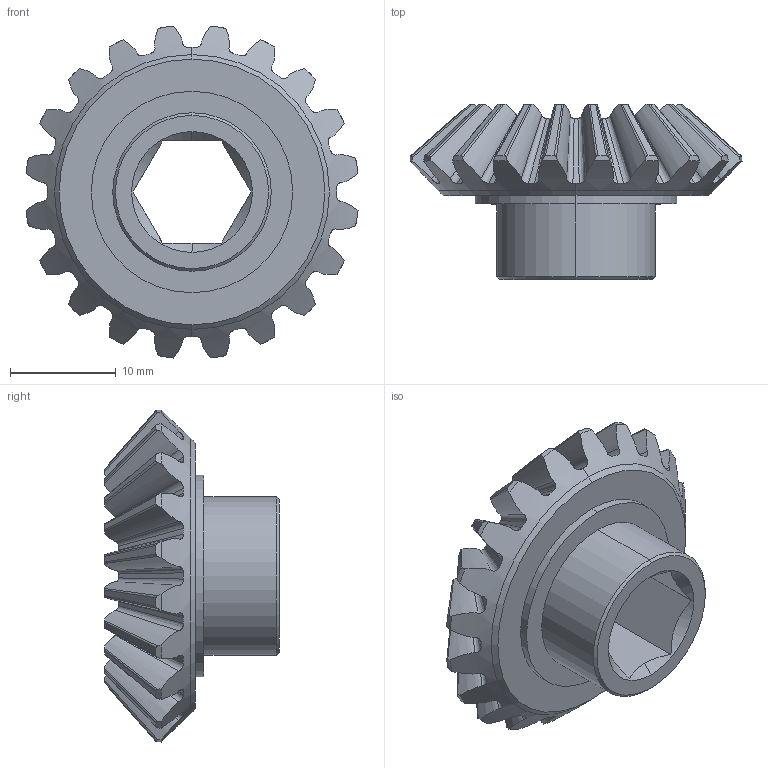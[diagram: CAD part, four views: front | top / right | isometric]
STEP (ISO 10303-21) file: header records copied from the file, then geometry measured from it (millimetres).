
FILE_DESCRIPTION (( 'STEP AP214' ), '1' );
FILE_NAME ('am-4869 Bevel Gear MOD1.5, 20T, 375H.STEP', '2024-07-03T19:41:46', ( '' ), ( '' ), 'SwSTEP 2.0', 'SolidWorks 2024', '' );
FILE_SCHEMA (( 'AUTOMOTIVE_DESIGN' ));
Length unit declared in the file: inch
Products named in the file (1): am-4869 Bevel Gear MOD1.5, 20T, 375H
Bounding box: 31.4 x 16.55 x 31.4 mm (x, y, z)
Volume: 3904.8 mm3; surface area: 2979.3 mm2
Topology: 1 solids, 1 shells, 230 faces, 669 edges, 444 vertices
Faces by surface type: bspline 140, cone 33, plane 31, cylinder 26
Entity records: 13236 total; most frequent: CARTESIAN_POINT 8228, ORIENTED_EDGE 1338, EDGE_CURVE 669, DIRECTION 563, VERTEX_POINT 444, B_SPLINE_CURVE_WITH_KNOTS 396, EDGE_LOOP 235, FACE_OUTER_BOUND 230
